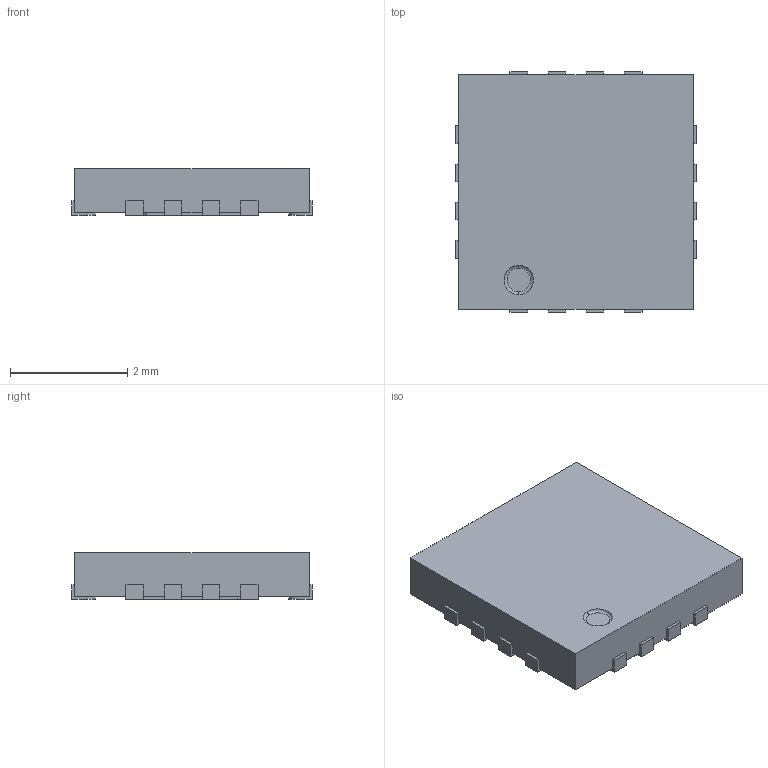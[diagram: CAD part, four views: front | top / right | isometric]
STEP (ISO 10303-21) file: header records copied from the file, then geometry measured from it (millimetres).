
FILE_DESCRIPTION (( 'STEP AP214' ), '1' );
FILE_NAME ( 'QFN17P65_400X400X80L40X30T215N_Q1.STEP', '2022-05-29T16:55:07', ( '' ), ( '' ), '', '©2017 PCB Libraries, Inc.', '' );
FILE_SCHEMA (( 'AUTOMOTIVE_DESIGN' ));
Length unit declared in the file: millimetre
Products named in the file (1): QFN17P65_400X400X80L40X30T215N_Q1
Bounding box: 4.1 x 4.1 x 0.8 mm (x, y, z)
Volume: 12.4 mm3; surface area: 60.4 mm2
Topology: 18 solids, 18 shells, 160 faces, 369 edges, 246 vertices
Faces by surface type: plane 126, cylinder 32, torus 2
Entity records: 5165 total; most frequent: CARTESIAN_POINT 776, DIRECTION 761, ORIENTED_EDGE 738, EDGE_CURVE 369, VECTOR 299, LINE 299, VERTEX_POINT 246, AXIS2_PLACEMENT_3D 231
